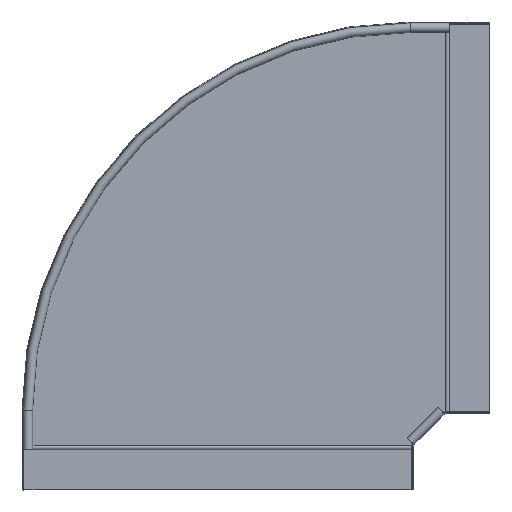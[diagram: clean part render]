
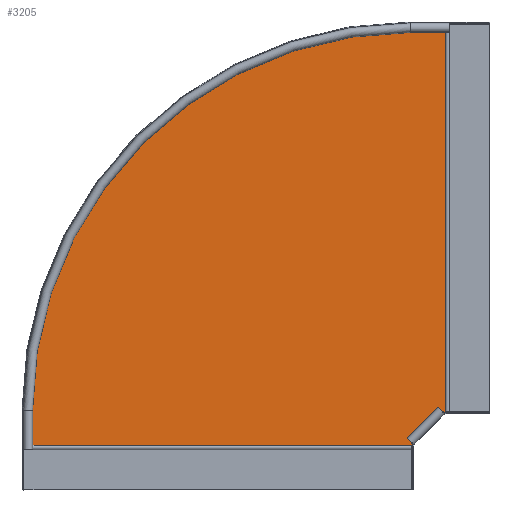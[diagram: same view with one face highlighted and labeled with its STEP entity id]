
A CAD part, top view. The second image highlights one B-rep face of the part: STEP entity #3205.
In plain terms, the highlighted planar face has unit normal (0, 0, 1).
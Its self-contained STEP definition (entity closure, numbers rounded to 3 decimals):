
#2612=DIRECTION('',(-1.,0.,0.));
#2613=VECTOR('',#2612,1.972);
#2614=CARTESIAN_POINT('',(-57.328,100.35,0.));
#2615=LINE('',#2614,#2613);
#2677=DIRECTION('',(1.,0.,0.));
#2678=VECTOR('',#2677,44.522);
#2679=CARTESIAN_POINT('',(-101.85,598.85,0.));
#2680=LINE('',#2679,#2678);
#2742=DIRECTION('',(0.707,0.707,0.));
#2743=VECTOR('',#2742,58.053);
#2744=CARTESIAN_POINT('',(-100.35,59.3,0.));
#2745=LINE('',#2744,#2743);
#2746=CARTESIAN_POINT('',(-101.85,101.85,0.));
#2747=DIRECTION('',(0.,0.,1.));
#2748=DIRECTION('',(0.,1.,0.));
#2749=AXIS2_PLACEMENT_3D('',#2746,#2747,#2748);
#2774=DIRECTION('',(0.,-1.,0.));
#2775=VECTOR('',#2774,1.972);
#2776=CARTESIAN_POINT('',(-100.35,59.3,0.));
#2777=LINE('',#2776,#2775);
#2848=DIRECTION('',(0.,1.,0.));
#2849=VECTOR('',#2848,44.522);
#2850=CARTESIAN_POINT('',(-598.85,57.328,0.));
#2851=LINE('',#2850,#2849);
#2871=DIRECTION('',(-1.,0.,0.));
#2872=VECTOR('',#2871,498.5);
#2873=CARTESIAN_POINT('',(-100.35,57.328,0.));
#2874=LINE('',#2873,#2872);
#2887=DIRECTION('',(0.,-1.,0.));
#2888=VECTOR('',#2887,498.5);
#2889=CARTESIAN_POINT('',(-57.328,598.85,0.));
#2890=LINE('',#2889,#2888);
#2915=CARTESIAN_POINT('',(-57.328,100.35,0.));
#2916=CARTESIAN_POINT('',(-59.3,100.35,0.));
#2917=VERTEX_POINT('',#2915);
#2918=VERTEX_POINT('',#2916);
#2919=CARTESIAN_POINT('',(-100.35,59.3,0.));
#2920=VERTEX_POINT('',#2919);
#2921=CARTESIAN_POINT('',(-101.85,598.85,0.));
#2922=CARTESIAN_POINT('',(-57.328,598.85,0.));
#2923=VERTEX_POINT('',#2921);
#2924=VERTEX_POINT('',#2922);
#2925=CARTESIAN_POINT('',(-598.85,101.85,0.));
#2926=VERTEX_POINT('',#2925);
#2927=CARTESIAN_POINT('',(-598.85,57.328,0.));
#2928=VERTEX_POINT('',#2927);
#2929=CARTESIAN_POINT('',(-100.35,57.328,0.));
#2930=VERTEX_POINT('',#2929);
#3185=CARTESIAN_POINT('',(-101.85,101.85,0.));
#3186=DIRECTION('',(0.,0.,-1.));
#3187=DIRECTION('',(-1.,0.,0.));
#3188=AXIS2_PLACEMENT_3D('',#3185,#3186,#3187);
#3189=PLANE('',#3188);
#3191=ORIENTED_EDGE('',*,*,#3190,.F.);
#3193=ORIENTED_EDGE('',*,*,#3192,.T.);
#3195=ORIENTED_EDGE('',*,*,#3194,.T.);
#3197=ORIENTED_EDGE('',*,*,#3196,.T.);
#3198=ORIENTED_EDGE('',*,*,#3176,.F.);
#3199=ORIENTED_EDGE('',*,*,#3089,.T.);
#3201=ORIENTED_EDGE('',*,*,#3200,.T.);
#3202=ORIENTED_EDGE('',*,*,#3045,.T.);
#3203=EDGE_LOOP('',(#3191,#3193,#3195,#3197,#3198,#3199,#3201,#3202));
#3204=FACE_OUTER_BOUND('',#3203,.F.);
#3205=ADVANCED_FACE('',(#3204),#3189,.F.);
#2750=CIRCLE('',#2749,497.);
#3045=EDGE_CURVE('',#2917,#2918,#2615,.T.);
#3089=EDGE_CURVE('',#2923,#2924,#2680,.T.);
#3176=EDGE_CURVE('',#2923,#2926,#2750,.T.);
#3190=EDGE_CURVE('',#2920,#2918,#2745,.T.);
#3192=EDGE_CURVE('',#2920,#2930,#2777,.T.);
#3194=EDGE_CURVE('',#2930,#2928,#2874,.T.);
#3196=EDGE_CURVE('',#2928,#2926,#2851,.T.);
#3200=EDGE_CURVE('',#2924,#2917,#2890,.T.);
